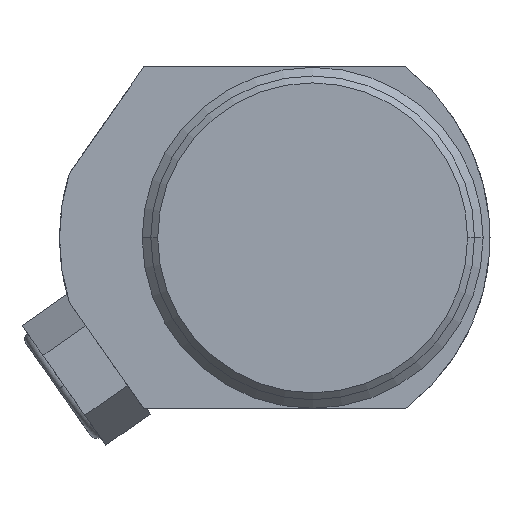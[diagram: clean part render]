
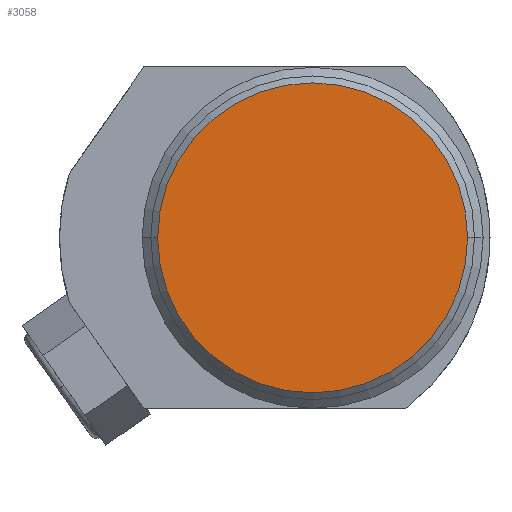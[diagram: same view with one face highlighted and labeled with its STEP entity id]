
A CAD part, left-side view. The second image highlights one B-rep face of the part: STEP entity #3058.
In plain terms, the highlighted planar face has unit normal (-1, 0, 0).
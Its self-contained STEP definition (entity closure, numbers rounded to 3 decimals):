
#855=CARTESIAN_POINT('',(-60.147,-4.191,0.));
#856=DIRECTION('',(-1.,0.,0.));
#857=DIRECTION('',(0.,1.,0.));
#858=AXIS2_PLACEMENT_3D('',#855,#856,#857);
#885=CARTESIAN_POINT('',(-60.147,-4.191,0.));
#886=DIRECTION('',(1.,0.,0.));
#887=DIRECTION('',(0.,1.,0.));
#888=AXIS2_PLACEMENT_3D('',#885,#886,#887);
#2107=CARTESIAN_POINT('',(-60.147,12.954,0.));
#2108=CARTESIAN_POINT('',(-60.147,-21.336,0.));
#2109=VERTEX_POINT('',#2107);
#2110=VERTEX_POINT('',#2108);
#3048=CARTESIAN_POINT('',(-60.147,0.,0.));
#3049=DIRECTION('',(1.,0.,0.));
#3050=DIRECTION('',(0.,0.,-1.));
#3051=AXIS2_PLACEMENT_3D('',#3048,#3049,#3050);
#3052=PLANE('',#3051);
#3053=ORIENTED_EDGE('',*,*,#3038,.F.);
#3055=ORIENTED_EDGE('',*,*,#3054,.T.);
#3056=EDGE_LOOP('',(#3053,#3055));
#3057=FACE_OUTER_BOUND('',#3056,.F.);
#859=CIRCLE('',#858,17.145);
#889=CIRCLE('',#888,17.145);
#3038=EDGE_CURVE('',#2109,#2110,#859,.T.);
#3054=EDGE_CURVE('',#2109,#2110,#889,.T.);
#3058=ADVANCED_FACE('',(#3057),#3052,.F.);
